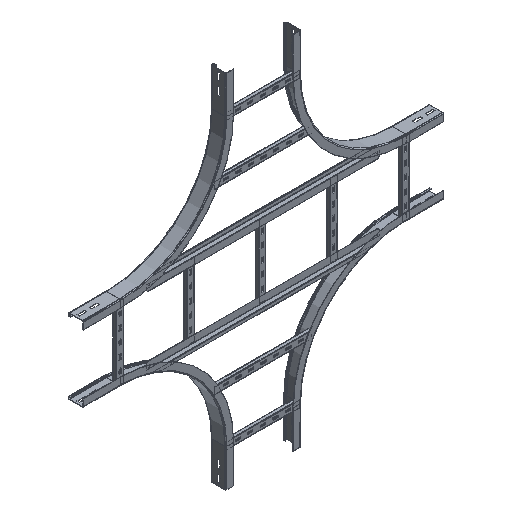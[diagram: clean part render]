
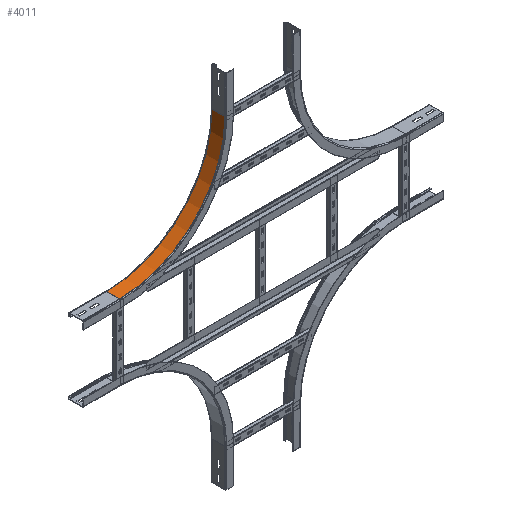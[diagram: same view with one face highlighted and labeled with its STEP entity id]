
A CAD part, isometric view. The second image highlights one B-rep face of the part: STEP entity #4011.
In plain terms, the highlighted cylindrical face has radius 420 mm (diameter 840 mm), a partial arc.
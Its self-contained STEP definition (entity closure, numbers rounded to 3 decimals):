
#160=CIRCLE('',#4358,420.);
#162=CIRCLE('',#4361,420.);
#248=CYLINDRICAL_SURFACE('',#4360,420.);
#324=FACE_OUTER_BOUND('',#570,.T.);
#570=EDGE_LOOP('',(#2822,#2823,#2824,#2825));
#868=LINE('',#5966,#1334);
#898=LINE('',#6045,#1364);
#1334=VECTOR('',#4779,10.);
#1364=VECTOR('',#4859,10.);
#1786=VERTEX_POINT('',#5959);
#1788=VERTEX_POINT('',#5965);
#1811=VERTEX_POINT('',#6039);
#1812=VERTEX_POINT('',#6043);
#2144=EDGE_CURVE('',#1786,#1788,#868,.T.);
#2181=EDGE_CURVE('',#1811,#1786,#160,.T.);
#2183=EDGE_CURVE('',#1812,#1788,#162,.T.);
#2184=EDGE_CURVE('',#1811,#1812,#898,.T.);
#2822=ORIENTED_EDGE('',*,*,#2144,.T.);
#2823=ORIENTED_EDGE('',*,*,#2183,.F.);
#2824=ORIENTED_EDGE('',*,*,#2184,.F.);
#2825=ORIENTED_EDGE('',*,*,#2181,.T.);
#4011=ADVANCED_FACE('',(#324),#248,.F.);
#4358=AXIS2_PLACEMENT_3D('',#6040,#4851,#4852);
#4360=AXIS2_PLACEMENT_3D('',#6042,#4855,#4856);
#4361=AXIS2_PLACEMENT_3D('',#6044,#4857,#4858);
#4779=DIRECTION('',(0.,1.,0.));
#4851=DIRECTION('center_axis',(0.,-1.,0.));
#4852=DIRECTION('ref_axis',(-1.,0.,0.));
#4855=DIRECTION('center_axis',(0.,-1.,0.));
#4856=DIRECTION('ref_axis',(-1.,0.,0.));
#4857=DIRECTION('center_axis',(0.,-1.,0.));
#4858=DIRECTION('ref_axis',(-1.,0.,0.));
#4859=DIRECTION('',(0.,1.,0.));
#5959=CARTESIAN_POINT('',(451.,4.,-420.));
#5965=CARTESIAN_POINT('',(451.,56.,-420.));
#5966=CARTESIAN_POINT('',(451.,56.,-420.));
#6039=CARTESIAN_POINT('',(31.,4.,0.));
#6040=CARTESIAN_POINT('Origin',(451.,4.,0.));
#6042=CARTESIAN_POINT('Origin',(451.,25.911,0.));
#6043=CARTESIAN_POINT('',(31.,56.,0.));
#6044=CARTESIAN_POINT('Origin',(451.,56.,0.));
#6045=CARTESIAN_POINT('',(31.,-27.524,0.));
